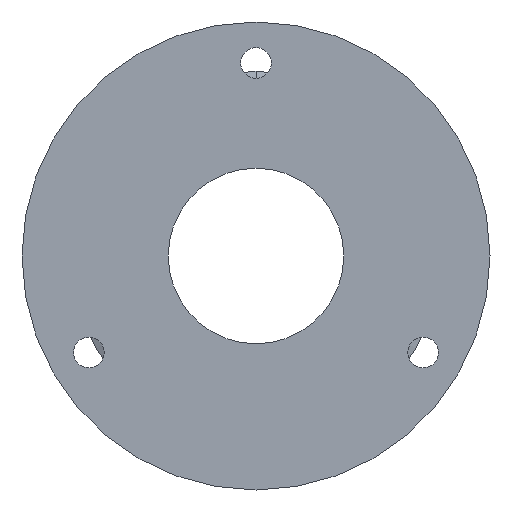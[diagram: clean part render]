
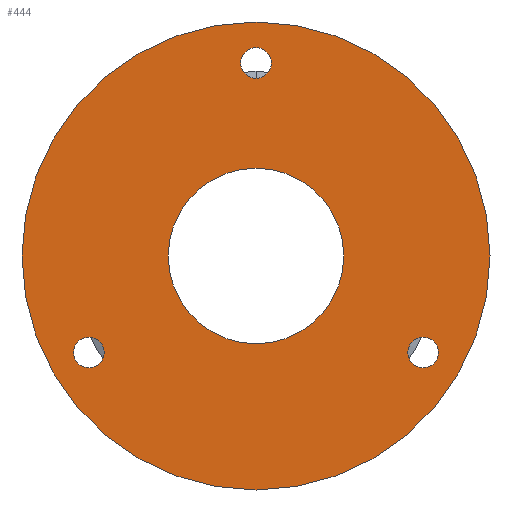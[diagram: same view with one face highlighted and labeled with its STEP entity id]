
A CAD part, left-side view. The second image highlights one B-rep face of the part: STEP entity #444.
In plain terms, the highlighted planar face has unit normal (-1, 0, 0).
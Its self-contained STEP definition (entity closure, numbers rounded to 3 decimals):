
#13 = CARTESIAN_POINT ( 'NONE',  ( -15.405, 0., 28.5 ) ) ;
#19 = EDGE_CURVE ( 'NONE', #171, #276, #639, .T. ) ;
#32 = EDGE_CURVE ( 'NONE', #276, #171, #608, .T. ) ;
#34 = DIRECTION ( 'NONE',  ( 0., 0., 1. ) ) ;
#38 = VERTEX_POINT ( 'NONE', #733 ) ;
#42 = DIRECTION ( 'NONE',  ( -1., 0., 0. ) ) ;
#51 = ORIENTED_EDGE ( 'NONE', *, *, #443, .F. ) ;
#63 = VERTEX_POINT ( 'NONE', #356 ) ;
#64 = CARTESIAN_POINT ( 'NONE',  ( -15.405, 0., 32. ) ) ;
#79 = ORIENTED_EDGE ( 'NONE', *, *, #760, .F. ) ;
#97 = DIRECTION ( 'NONE',  ( -1., 0., 0. ) ) ;
#100 = DIRECTION ( 'NONE',  ( -1., 0., 0. ) ) ;
#103 = DIRECTION ( 'NONE',  ( 0., 0., 1. ) ) ;
#106 = VERTEX_POINT ( 'NONE', #64 ) ;
#119 = CARTESIAN_POINT ( 'NONE',  ( -15.405, 0., 24.3 ) ) ;
#136 = CIRCLE ( 'NONE', #453, 2.1 ) ;
#138 = ORIENTED_EDGE ( 'NONE', *, *, #363, .F. ) ;
#141 = CARTESIAN_POINT ( 'NONE',  ( -15.405, 22.863, -15.3 ) ) ;
#146 = CIRCLE ( 'NONE', #529, 2.1 ) ;
#151 = VERTEX_POINT ( 'NONE', #119 ) ;
#152 = CARTESIAN_POINT ( 'NONE',  ( -15.405, -22.863, -11.1 ) ) ;
#161 = DIRECTION ( 'NONE',  ( 0., 0., 1. ) ) ;
#171 = VERTEX_POINT ( 'NONE', #682 ) ;
#176 = AXIS2_PLACEMENT_3D ( 'NONE', #289, #729, #678 ) ;
#184 = EDGE_LOOP ( 'NONE', ( #138, #800 ) ) ;
#192 = ORIENTED_EDGE ( 'NONE', *, *, #32, .F. ) ;
#205 = CARTESIAN_POINT ( 'NONE',  ( -15.405, 0., 0. ) ) ;
#219 = CIRCLE ( 'NONE', #357, 32. ) ;
#220 = DIRECTION ( 'NONE',  ( -1., 0., 0. ) ) ;
#221 = DIRECTION ( 'NONE',  ( -1., 0., 0. ) ) ;
#222 = DIRECTION ( 'NONE',  ( 0., 0., -1. ) ) ;
#236 = CARTESIAN_POINT ( 'NONE',  ( -15.405, 0., -12. ) ) ;
#240 = VERTEX_POINT ( 'NONE', #13 ) ;
#250 = AXIS2_PLACEMENT_3D ( 'NONE', #532, #220, #534 ) ;
#255 = AXIS2_PLACEMENT_3D ( 'NONE', #540, #221, #161 ) ;
#263 = EDGE_CURVE ( 'NONE', #106, #700, #219, .T. ) ;
#268 = DIRECTION ( 'NONE',  ( 0., 0., 1. ) ) ;
#275 = AXIS2_PLACEMENT_3D ( 'NONE', #382, #322, #268 ) ;
#276 = VERTEX_POINT ( 'NONE', #141 ) ;
#289 = CARTESIAN_POINT ( 'NONE',  ( -15.405, 22.863, -13.2 ) ) ;
#303 = DIRECTION ( 'NONE',  ( -1., 0., 0. ) ) ;
#322 = DIRECTION ( 'NONE',  ( -1., 0., 0. ) ) ;
#337 = DIRECTION ( 'NONE',  ( 0., 0., 1. ) ) ;
#351 = PLANE ( 'NONE',  #403 ) ;
#356 = CARTESIAN_POINT ( 'NONE',  ( -15.405, 0., 12. ) ) ;
#357 = AXIS2_PLACEMENT_3D ( 'NONE', #697, #450, #392 ) ;
#358 = EDGE_LOOP ( 'NONE', ( #51, #805 ) ) ;
#363 = EDGE_CURVE ( 'NONE', #63, #582, #629, .T. ) ;
#382 = CARTESIAN_POINT ( 'NONE',  ( -15.405, 0., 0. ) ) ;
#383 = EDGE_LOOP ( 'NONE', ( #683, #724 ) ) ;
#392 = DIRECTION ( 'NONE',  ( 0., 0., -1. ) ) ;
#399 = CIRCLE ( 'NONE', #646, 32. ) ;
#403 = AXIS2_PLACEMENT_3D ( 'NONE', #485, #798, #222 ) ;
#410 = FACE_BOUND ( 'NONE', #358, .T. ) ;
#443 = EDGE_CURVE ( 'NONE', #495, #38, #806, .T. ) ;
#444 = ADVANCED_FACE ( 'NONE', ( #482, #785, #592, #410, #731 ), #351, .F. ) ;
#450 = DIRECTION ( 'NONE',  ( 1., 0., 0. ) ) ;
#453 = AXIS2_PLACEMENT_3D ( 'NONE', #564, #303, #554 ) ;
#461 = ORIENTED_EDGE ( 'NONE', *, *, #761, .F. ) ;
#470 = CARTESIAN_POINT ( 'NONE',  ( -15.405, 0., 26.4 ) ) ;
#482 = FACE_BOUND ( 'NONE', #184, .T. ) ;
#485 = CARTESIAN_POINT ( 'NONE',  ( -15.405, 12., 0. ) ) ;
#489 = CIRCLE ( 'NONE', #590, 2.1 ) ;
#490 = AXIS2_PLACEMENT_3D ( 'NONE', #671, #100, #103 ) ;
#495 = VERTEX_POINT ( 'NONE', #152 ) ;
#516 = DIRECTION ( 'NONE',  ( 1., 0., 0. ) ) ;
#521 = DIRECTION ( 'NONE',  ( 0., 0., -1. ) ) ;
#523 = ORIENTED_EDGE ( 'NONE', *, *, #19, .F. ) ;
#529 = AXIS2_PLACEMENT_3D ( 'NONE', #470, #42, #34 ) ;
#532 = CARTESIAN_POINT ( 'NONE',  ( -15.405, 0., 0. ) ) ;
#534 = DIRECTION ( 'NONE',  ( 0., 0., 1. ) ) ;
#540 = CARTESIAN_POINT ( 'NONE',  ( -15.405, 22.863, -13.2 ) ) ;
#554 = DIRECTION ( 'NONE',  ( 0., 0., 1. ) ) ;
#564 = CARTESIAN_POINT ( 'NONE',  ( -15.405, -22.863, -13.2 ) ) ;
#574 = EDGE_LOOP ( 'NONE', ( #79, #461 ) ) ;
#582 = VERTEX_POINT ( 'NONE', #236 ) ;
#590 = AXIS2_PLACEMENT_3D ( 'NONE', #732, #97, #337 ) ;
#592 = FACE_BOUND ( 'NONE', #792, .T. ) ;
#602 = CIRCLE ( 'NONE', #250, 12. ) ;
#608 = CIRCLE ( 'NONE', #255, 2.1 ) ;
#611 = EDGE_CURVE ( 'NONE', #38, #495, #136, .T. ) ;
#624 = EDGE_CURVE ( 'NONE', #700, #106, #399, .T. ) ;
#629 = CIRCLE ( 'NONE', #275, 12. ) ;
#639 = CIRCLE ( 'NONE', #176, 2.1 ) ;
#643 = CARTESIAN_POINT ( 'NONE',  ( -15.405, 0., -32. ) ) ;
#646 = AXIS2_PLACEMENT_3D ( 'NONE', #205, #516, #521 ) ;
#671 = CARTESIAN_POINT ( 'NONE',  ( -15.405, -22.863, -13.2 ) ) ;
#678 = DIRECTION ( 'NONE',  ( 0., 0., 1. ) ) ;
#682 = CARTESIAN_POINT ( 'NONE',  ( -15.405, 22.863, -11.1 ) ) ;
#683 = ORIENTED_EDGE ( 'NONE', *, *, #624, .F. ) ;
#697 = CARTESIAN_POINT ( 'NONE',  ( -15.405, 0., 0. ) ) ;
#700 = VERTEX_POINT ( 'NONE', #643 ) ;
#724 = ORIENTED_EDGE ( 'NONE', *, *, #263, .F. ) ;
#729 = DIRECTION ( 'NONE',  ( -1., 0., 0. ) ) ;
#731 = FACE_OUTER_BOUND ( 'NONE', #383, .T. ) ;
#732 = CARTESIAN_POINT ( 'NONE',  ( -15.405, 0., 26.4 ) ) ;
#733 = CARTESIAN_POINT ( 'NONE',  ( -15.405, -22.863, -15.3 ) ) ;
#760 = EDGE_CURVE ( 'NONE', #240, #151, #489, .T. ) ;
#761 = EDGE_CURVE ( 'NONE', #151, #240, #146, .T. ) ;
#783 = EDGE_CURVE ( 'NONE', #582, #63, #602, .T. ) ;
#785 = FACE_BOUND ( 'NONE', #574, .T. ) ;
#792 = EDGE_LOOP ( 'NONE', ( #523, #192 ) ) ;
#798 = DIRECTION ( 'NONE',  ( 1., 0., 0. ) ) ;
#800 = ORIENTED_EDGE ( 'NONE', *, *, #783, .F. ) ;
#805 = ORIENTED_EDGE ( 'NONE', *, *, #611, .F. ) ;
#806 = CIRCLE ( 'NONE', #490, 2.1 ) ;
